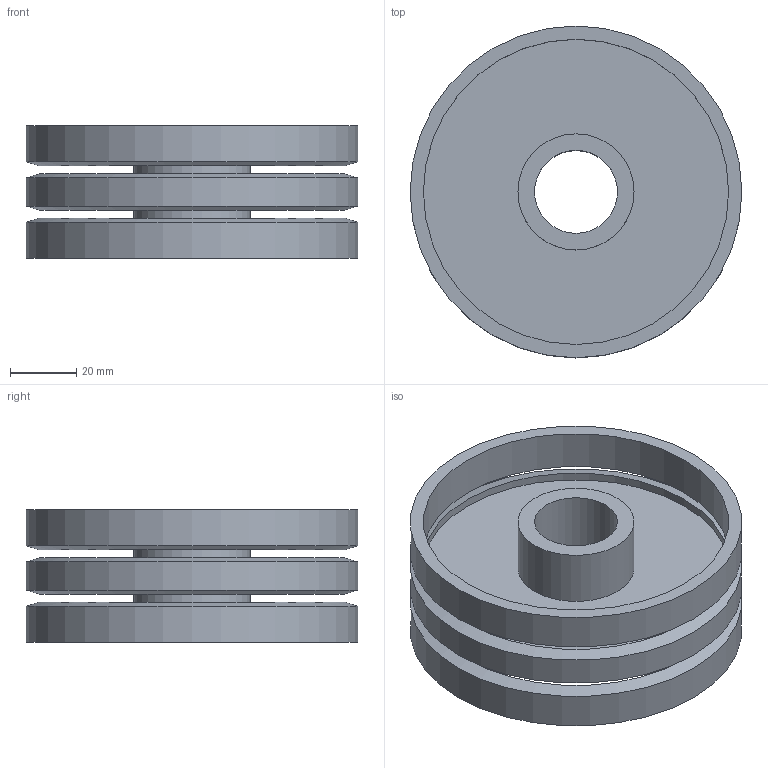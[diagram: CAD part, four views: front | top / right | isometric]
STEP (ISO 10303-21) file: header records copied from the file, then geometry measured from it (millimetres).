
FILE_DESCRIPTION(('Open CASCADE Model'),'2;1');
FILE_NAME('Open CASCADE Shape Model','2026-02-26T07:10:59',('Author'),( 'Open CASCADE'),'Open CASCADE STEP processor 7.8','build123d', 'Unknown');
FILE_SCHEMA(('AUTOMOTIVE_DESIGN { 1 0 10303 214 1 1 1 1 }'));
Length unit declared in the file: millimetre
Products named in the file (1): COMPOUND
Bounding box: 100 x 100 x 40 mm (x, y, z)
Volume: 92324.6 mm3; surface area: 44558.2 mm2
Topology: 3 solids, 3 shells, 20 faces, 34 edges, 20 vertices
Faces by surface type: cylinder 10, plane 6, cone 4
Full cylindrical faces by diameter (mm): 25 x1, 35 x2, 92 x4, 100 x3
Entity records: 934 total; most frequent: DIRECTION 164, CARTESIAN_POINT 143, LINE 70, VECTOR 70, ORIENTED_EDGE 68, PCURVE 68, DEFINITIONAL_REPRESENTATION 68, AXIS2_PLACEMENT_3D 41
